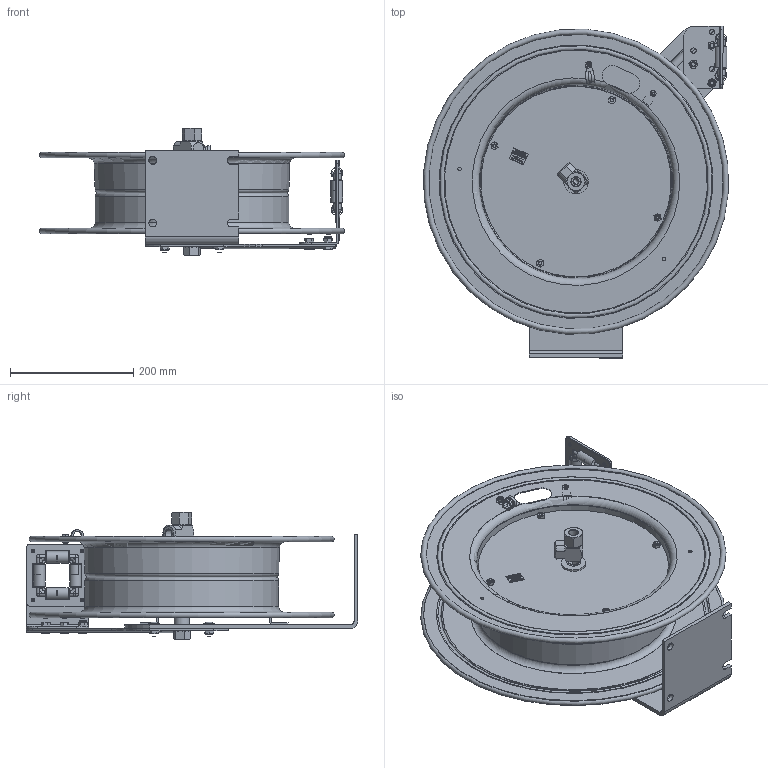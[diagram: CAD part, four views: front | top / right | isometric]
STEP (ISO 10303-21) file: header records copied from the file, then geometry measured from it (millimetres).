
FILE_DESCRIPTION((''),'2;1');
FILE_NAME('SH-N-350_SHARED.stp','2014-06-24T13:11:03',('JKusbel'),(''),'Autodesk Inventor 2013','Autodesk Inventor 2013','');
FILE_SCHEMA(('AUTOMOTIVE_DESIGN { 1 0 10303 214 1 1 1 1 }'));
Length unit declared in the file: inch
Products named in the file (1): SH-N-350_SHARED
Bounding box: 494.23 x 538.31 x 206.76 mm (x, y, z)
Surface area: 1243228 mm2 (no closed solid volume)
Topology: 0 solids, 128 shells, 411 faces, 4392 edges, 4033 vertices
Faces by surface type: plane 253, cylinder 96, torus 33, sphere 18, cone 9, bspline 2
Full cylindrical faces by diameter (mm): 6.35 x5, 8.731 x6, 10.414 x1, 12.7 x2, 14.859 x1, 19.05 x4, 25.362 x1, 39.624 x1, 311.912 x1, 314.95 x1
Entity records: 41465 total; most frequent: CARTESIAN_POINT 12529, ORIENTED_EDGE 4805, DIRECTION 4552, EDGE_CURVE 4317, VERTEX_POINT 4022, VECTOR 2392, LINE 2392, AXIS2_PLACEMENT_3D 1080
